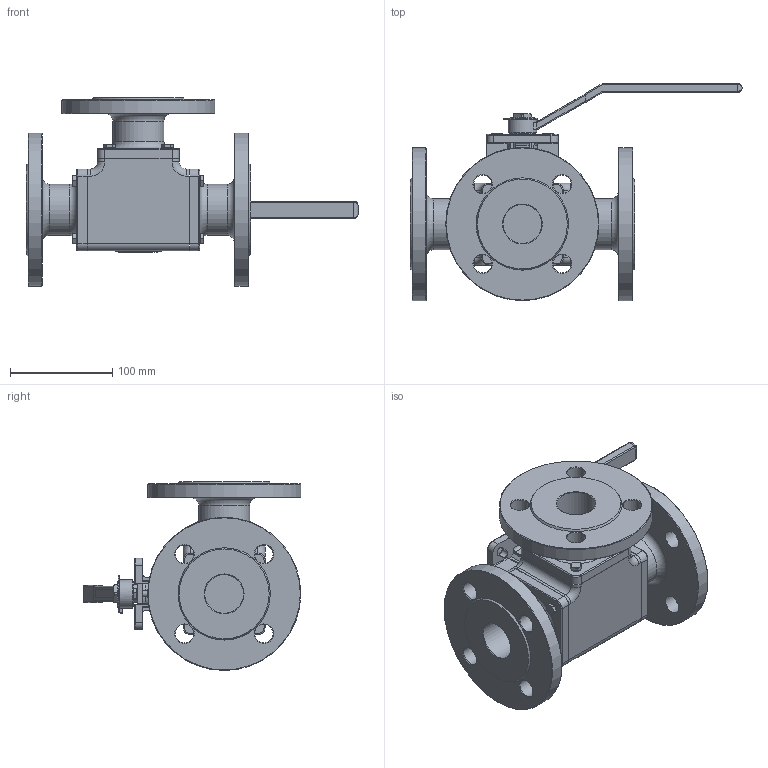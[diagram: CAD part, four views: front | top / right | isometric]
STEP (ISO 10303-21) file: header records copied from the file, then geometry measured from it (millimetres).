
FILE_DESCRIPTION(/* description */ (''),/* implementation_level */ '2;1');
FILE_NAME(/* name */ 'DN40_3D_STEP.stp',/* time_stamp */ '2024-11-03T15:23:44+03:00',/* author */ ('igorr'),/* organization */ (''),/* preprocessor_version */ 'ST-DEVELOPER v20',/* originating_system */ 'Autodesk Inventor 2025',/* authorisation */ '');
FILE_SCHEMA (('AUTOMOTIVE_DESIGN { 1 0 10303 214 3 1 1 }'));
Length unit declared in the file: millimetre
Products named in the file (6): Сборка1; Деталь; Деталь1; AS 1110 - M6 x 30; ANSI B18.2.4.2M - M6x1; AS 1110 - M6 x 12
Assembly tree (18 placements, depth 2):
  Сборка1
    Деталь
    Деталь1
    AS 1110 - M6 x 30  x2
    ANSI B18.2.4.2M - M6x1  x2
    AS 1110 - M6 x 12  x12
Bounding box: 325 x 213 x 185 mm (x, y, z)
Volume: 1779554.6 mm3; surface area: 286231.9 mm2
Topology: 18 solids, 19 shells, 936 faces, 2220 edges, 1380 vertices
Faces by surface type: plane 485, cylinder 198, cone 150, bspline 61, torus 42
Full cylindrical faces by diameter (mm): 1.119 x2, 2 x1, 4.917 x2, 6 x16, 7 x12, 10 x14, 17.799 x1, 18 x12, 25 x1, 28 x1, 30 x4, 38 x3, 50 x3, 150 x3
Entity records: 20545 total; most frequent: CARTESIAN_POINT 4868, ORIENTED_EDGE 3104, DIRECTION 3025, EDGE_CURVE 1552, AXIS2_PLACEMENT_3D 1084, VERTEX_POINT 991, LINE 857, VECTOR 857
